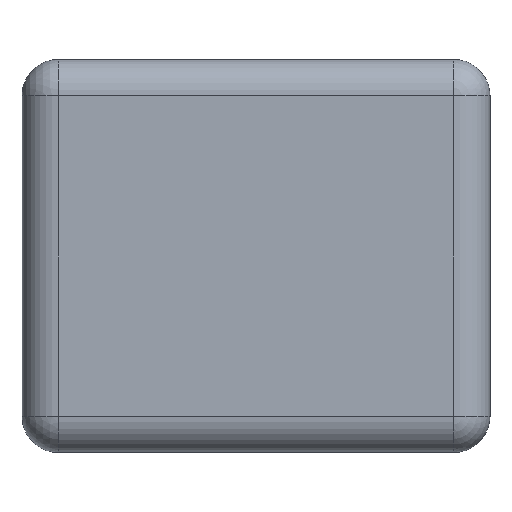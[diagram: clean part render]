
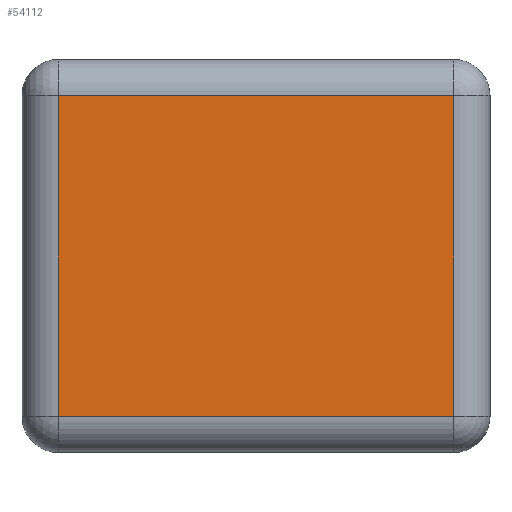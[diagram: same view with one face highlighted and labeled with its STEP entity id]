
A CAD part, front view. The second image highlights one B-rep face of the part: STEP entity #54112.
In plain terms, the highlighted planar face has unit normal (0, -1, 0).
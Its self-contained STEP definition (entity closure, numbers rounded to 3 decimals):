
#3717 = CARTESIAN_POINT ( 'NONE',  ( 433.631, -134.999, 0. ) ) ;
#5620 = VECTOR ( 'NONE', #27157, 1000. ) ;
#6853 = EDGE_CURVE ( 'NONE', #73706, #24453, #14705, .T. ) ;
#11341 = DIRECTION ( 'NONE',  ( 1., 0., 0. ) ) ;
#14459 = LINE ( 'NONE', #3717, #5620 ) ;
#14705 = LINE ( 'NONE', #32026, #41853 ) ;
#20190 = ORIENTED_EDGE ( 'NONE', *, *, #63988, .T. ) ;
#23254 = CARTESIAN_POINT ( 'NONE',  ( 0., -134.999, -351.532 ) ) ;
#24453 = VERTEX_POINT ( 'NONE', #71862 ) ;
#27062 = LINE ( 'NONE', #45524, #30236 ) ;
#27157 = DIRECTION ( 'NONE',  ( 0., 0., 1. ) ) ;
#27614 = DIRECTION ( 'NONE',  ( 0., -1., 0. ) ) ;
#28304 = EDGE_CURVE ( 'NONE', #32775, #36308, #14459, .T. ) ;
#30236 = VECTOR ( 'NONE', #62816, 1000. ) ;
#32026 = CARTESIAN_POINT ( 'NONE',  ( -433.631, -134.999, 0. ) ) ;
#32605 = DIRECTION ( 'NONE',  ( 0., 0., -1. ) ) ;
#32775 = VERTEX_POINT ( 'NONE', #56479 ) ;
#36308 = VERTEX_POINT ( 'NONE', #43368 ) ;
#38092 = EDGE_LOOP ( 'NONE', ( #20190, #45389, #73404, #70689 ) ) ;
#38375 = FACE_OUTER_BOUND ( 'NONE', #38092, .T. ) ;
#39635 = VECTOR ( 'NONE', #11341, 1000. ) ;
#41749 = CARTESIAN_POINT ( 'NONE',  ( -433.631, -134.999, 351.532 ) ) ;
#41853 = VECTOR ( 'NONE', #67360, 1000. ) ;
#43368 = CARTESIAN_POINT ( 'NONE',  ( 433.631, -134.999, 351.532 ) ) ;
#45389 = ORIENTED_EDGE ( 'NONE', *, *, #6853, .T. ) ;
#45524 = CARTESIAN_POINT ( 'NONE',  ( 0., -134.999, 351.532 ) ) ;
#47063 = LINE ( 'NONE', #23254, #39635 ) ;
#51435 = PLANE ( 'NONE',  #61871 ) ;
#52838 = EDGE_CURVE ( 'NONE', #24453, #32775, #47063, .T. ) ;
#54112 = ADVANCED_FACE ( 'NONE', ( #38375 ), #51435, .T. ) ;
#56479 = CARTESIAN_POINT ( 'NONE',  ( 433.631, -134.999, -351.532 ) ) ;
#57215 = CARTESIAN_POINT ( 'NONE',  ( 0., -134.999, 0. ) ) ;
#61871 = AXIS2_PLACEMENT_3D ( 'NONE', #57215, #27614, #32605 ) ;
#62816 = DIRECTION ( 'NONE',  ( -1., 0., 0. ) ) ;
#63988 = EDGE_CURVE ( 'NONE', #36308, #73706, #27062, .T. ) ;
#67360 = DIRECTION ( 'NONE',  ( 0., 0., -1. ) ) ;
#70689 = ORIENTED_EDGE ( 'NONE', *, *, #28304, .T. ) ;
#71862 = CARTESIAN_POINT ( 'NONE',  ( -433.631, -134.999, -351.532 ) ) ;
#73404 = ORIENTED_EDGE ( 'NONE', *, *, #52838, .T. ) ;
#73706 = VERTEX_POINT ( 'NONE', #41749 ) ;
